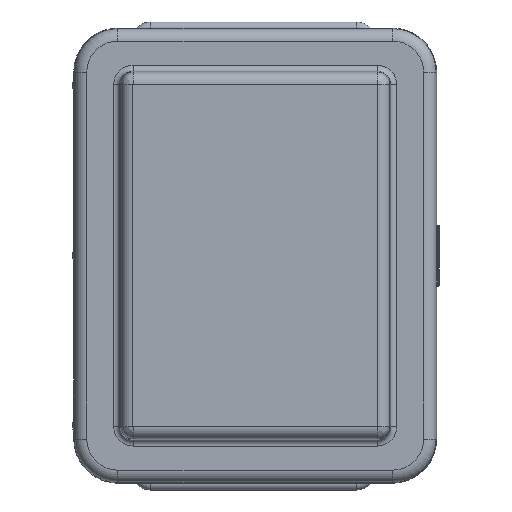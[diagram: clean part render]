
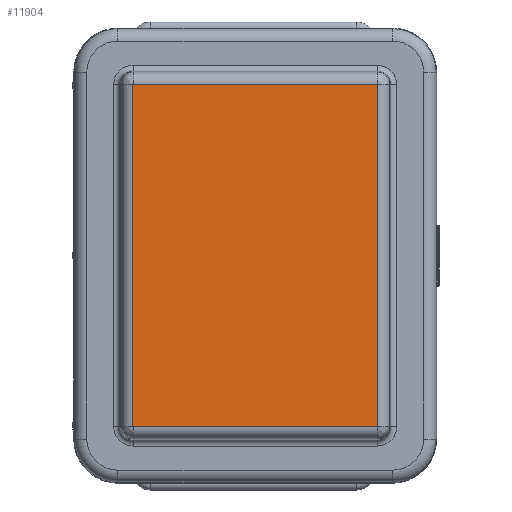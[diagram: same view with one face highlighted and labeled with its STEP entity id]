
A CAD part, top view. The second image highlights one B-rep face of the part: STEP entity #11904.
In plain terms, the highlighted planar face has unit normal (0, 0, 1).
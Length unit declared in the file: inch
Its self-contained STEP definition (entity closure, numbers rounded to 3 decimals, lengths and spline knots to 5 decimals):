
#880=LINE($,#21283,#1751);
#883=LINE($,#21290,#1754);
#884=LINE($,#21323,#1755);
#887=LINE($,#21330,#1758);
#1751=VECTOR($,#16029,7.03574);
#1754=VECTOR($,#16036,5.0187);
#1755=VECTOR($,#16053,5.0187);
#1758=VECTOR($,#16060,7.03574);
#2244=PLANE($,#13122);
#3408=FACE_OUTER_BOUND($,#4283,.T.);
#4283=EDGE_LOOP($,(#10182,#10183,#10184,#10185,#10186,#10187,#10188,#10189));
#5040=CIRCLE($,#13097,0.00433);
#5046=CIRCLE($,#13105,0.00433);
#5050=CIRCLE($,#13109,0.00433);
#5054=CIRCLE($,#13115,0.00433);
#6015=VERTEX_POINT($,#21272);
#6016=VERTEX_POINT($,#21274);
#6019=VERTEX_POINT($,#21281);
#6020=VERTEX_POINT($,#21286);
#6023=VERTEX_POINT($,#21301);
#6024=VERTEX_POINT($,#21314);
#6027=VERTEX_POINT($,#21321);
#6028=VERTEX_POINT($,#21326);
#7469=EDGE_CURVE($,#6015,#6016,#5040,.T.);
#7473=EDGE_CURVE($,#6019,#6015,#880,.T.);
#7477=EDGE_CURVE($,#6016,#6020,#883,.T.);
#7479=EDGE_CURVE($,#6023,#6019,#5046,.T.);
#7483=EDGE_CURVE($,#6020,#6024,#5050,.T.);
#7485=EDGE_CURVE($,#6027,#6023,#884,.T.);
#7489=EDGE_CURVE($,#6024,#6028,#887,.T.);
#7491=EDGE_CURVE($,#6028,#6027,#5054,.T.);
#10182=ORIENTED_EDGE($,*,*,#7469,.F.);
#10183=ORIENTED_EDGE($,*,*,#7473,.F.);
#10184=ORIENTED_EDGE($,*,*,#7479,.F.);
#10185=ORIENTED_EDGE($,*,*,#7485,.F.);
#10186=ORIENTED_EDGE($,*,*,#7491,.F.);
#10187=ORIENTED_EDGE($,*,*,#7489,.F.);
#10188=ORIENTED_EDGE($,*,*,#7483,.F.);
#10189=ORIENTED_EDGE($,*,*,#7477,.F.);
#11904=ADVANCED_FACE($,(#3408),#2244,.T.);
#13097=AXIS2_PLACEMENT_3D($,#21275,#16019,#16020);
#13105=AXIS2_PLACEMENT_3D($,#21303,#16039,#16040);
#13109=AXIS2_PLACEMENT_3D($,#21318,#16047,#16048);
#13115=AXIS2_PLACEMENT_3D($,#21341,#16063,#16064);
#13122=AXIS2_PLACEMENT_3D($,#21360,#16084,#16085);
#16019=DIRECTION('center_axis',(0.,0.,-1.));
#16020=DIRECTION('ref_axis',(0.707,-0.707,0.));
#16029=DIRECTION($,(0.,-1.,0.));
#16036=DIRECTION($,(-1.,0.,0.));
#16039=DIRECTION('center_axis',(0.,0.,-1.));
#16040=DIRECTION('ref_axis',(0.707,0.707,0.));
#16047=DIRECTION('center_axis',(0.,0.,-1.));
#16048=DIRECTION('ref_axis',(-0.707,-0.707,0.));
#16053=DIRECTION($,(1.,0.,0.));
#16060=DIRECTION($,(0.,1.,0.));
#16063=DIRECTION('center_axis',(0.,0.,-1.));
#16064=DIRECTION('ref_axis',(-0.707,0.707,0.));
#16084=DIRECTION('center_axis',(0.,0.,1.));
#16085=DIRECTION('ref_axis',(1.,0.,0.));
#21272=CARTESIAN_POINT('',(2.51368,-3.51787,2.26));
#21274=CARTESIAN_POINT('',(2.50935,-3.5222,2.26));
#21275=CARTESIAN_POINT('Origin',(2.50935,-3.51787,2.26));
#21281=CARTESIAN_POINT('',(2.51368,3.51787,2.26));
#21283=CARTESIAN_POINT($,(2.51368,3.51787,2.26));
#21286=CARTESIAN_POINT('',(-2.50935,-3.5222,2.26));
#21290=CARTESIAN_POINT($,(2.50935,-3.5222,2.26));
#21301=CARTESIAN_POINT('',(2.50935,3.5222,2.26));
#21303=CARTESIAN_POINT('Origin',(2.50935,3.51787,2.26));
#21314=CARTESIAN_POINT('',(-2.51368,-3.51787,2.26));
#21318=CARTESIAN_POINT('Origin',(-2.50935,-3.51787,2.26));
#21321=CARTESIAN_POINT('',(-2.50935,3.5222,2.26));
#21323=CARTESIAN_POINT($,(-2.50935,3.5222,2.26));
#21326=CARTESIAN_POINT('',(-2.51368,3.51787,2.26));
#21330=CARTESIAN_POINT($,(-2.51368,-3.51787,2.26));
#21341=CARTESIAN_POINT('Origin',(-2.50935,3.51787,2.26));
#21360=CARTESIAN_POINT('Origin',(0.,0.,2.26));
